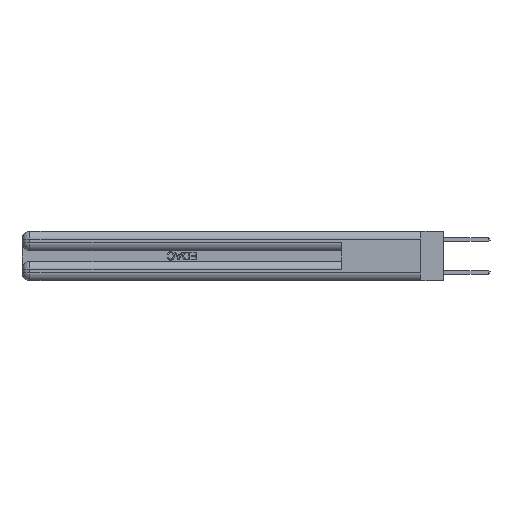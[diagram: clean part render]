
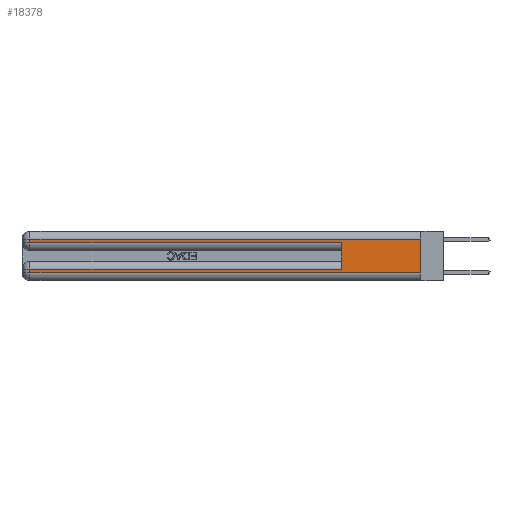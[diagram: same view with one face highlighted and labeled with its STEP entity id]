
A CAD part, left-side view. The second image highlights one B-rep face of the part: STEP entity #18378.
In plain terms, the highlighted planar face has unit normal (-1, 0, 0).
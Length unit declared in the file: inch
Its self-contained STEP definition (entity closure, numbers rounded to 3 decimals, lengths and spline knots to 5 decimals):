
#28 = ORIENTED_EDGE ( 'NONE', *, *, #299, .T. ) ;
#299 = EDGE_CURVE ( 'NONE', #22501, #20711, #14213, .T. ) ;
#1933 = VECTOR ( 'NONE', #9173, 39.37008 ) ;
#2035 = EDGE_CURVE ( 'NONE', #32404, #22501, #32215, .T. ) ;
#2977 = VERTEX_POINT ( 'NONE', #12389 ) ;
#3762 = EDGE_CURVE ( 'NONE', #32404, #15264, #31740, .T. ) ;
#5206 = CARTESIAN_POINT ( 'NONE',  ( 0., 0., 0.31 ) ) ;
#5622 = LINE ( 'NONE', #19854, #18298 ) ;
#6165 = VECTOR ( 'NONE', #7673, 39.37008 ) ;
#7072 = PLANE ( 'NONE',  #9903 ) ;
#7248 = ORIENTED_EDGE ( 'NONE', *, *, #3762, .F. ) ;
#7483 = VECTOR ( 'NONE', #20360, 39.37008 ) ;
#7624 = VERTEX_POINT ( 'NONE', #10841 ) ;
#7673 = DIRECTION ( 'NONE',  ( 0., 1., 0. ) ) ;
#7946 = LINE ( 'NONE', #21744, #1933 ) ;
#8178 = VECTOR ( 'NONE', #30981, 39.37008 ) ;
#8463 = ORIENTED_EDGE ( 'NONE', *, *, #29786, .F. ) ;
#8590 = CARTESIAN_POINT ( 'NONE',  ( 0., 0., 0.31 ) ) ;
#9173 = DIRECTION ( 'NONE',  ( 0., 0., -1. ) ) ;
#9484 = VERTEX_POINT ( 'NONE', #14673 ) ;
#9627 = ORIENTED_EDGE ( 'NONE', *, *, #2035, .T. ) ;
#9661 = VERTEX_POINT ( 'NONE', #30396 ) ;
#9903 = AXIS2_PLACEMENT_3D ( 'NONE', #29781, #14704, #32313 ) ;
#10841 = CARTESIAN_POINT ( 'NONE',  ( 0., 2.94, 0.06 ) ) ;
#12389 = CARTESIAN_POINT ( 'NONE',  ( 0., 2.94, 0.085 ) ) ;
#12774 = CARTESIAN_POINT ( 'NONE',  ( 0., 2.94, 0.37 ) ) ;
#12857 = CARTESIAN_POINT ( 'NONE',  ( 0., 0., 0.285 ) ) ;
#13111 = DIRECTION ( 'NONE',  ( 0., 0., -1. ) ) ;
#14213 = LINE ( 'NONE', #12774, #7483 ) ;
#14402 = VECTOR ( 'NONE', #15367, 39.37008 ) ;
#14673 = CARTESIAN_POINT ( 'NONE',  ( 0., 0.6, 0.285 ) ) ;
#14704 = DIRECTION ( 'NONE',  ( 1., 0., 0. ) ) ;
#14897 = LINE ( 'NONE', #23396, #8178 ) ;
#15264 = VERTEX_POINT ( 'NONE', #29868 ) ;
#15313 = DIRECTION ( 'NONE',  ( 0., 1., 0. ) ) ;
#15367 = DIRECTION ( 'NONE',  ( 0., -1., 0. ) ) ;
#17776 = EDGE_LOOP ( 'NONE', ( #7248, #9627, #28, #27764, #8463, #28557, #23454, #25832 ) ) ;
#18077 = CARTESIAN_POINT ( 'NONE',  ( 0., 0., 0.37 ) ) ;
#18298 = VECTOR ( 'NONE', #22362, 39.37008 ) ;
#18378 = ADVANCED_FACE ( 'NONE', ( #21370 ), #7072, .F. ) ;
#19854 = CARTESIAN_POINT ( 'NONE',  ( 0., 0., 0.06 ) ) ;
#20083 = VECTOR ( 'NONE', #15313, 39.37008 ) ;
#20360 = DIRECTION ( 'NONE',  ( 0., 0., -1. ) ) ;
#20711 = VERTEX_POINT ( 'NONE', #29087 ) ;
#21370 = FACE_OUTER_BOUND ( 'NONE', #17776, .T. ) ;
#21744 = CARTESIAN_POINT ( 'NONE',  ( 0., 2.94, 0.37 ) ) ;
#22362 = DIRECTION ( 'NONE',  ( 0., -1., 0. ) ) ;
#22441 = LINE ( 'NONE', #30291, #20083 ) ;
#22501 = VERTEX_POINT ( 'NONE', #25162 ) ;
#23031 = EDGE_CURVE ( 'NONE', #7624, #15264, #5622, .T. ) ;
#23396 = CARTESIAN_POINT ( 'NONE',  ( 0., 0.6, 0.145 ) ) ;
#23454 = ORIENTED_EDGE ( 'NONE', *, *, #26422, .T. ) ;
#25068 = VECTOR ( 'NONE', #13111, 39.37008 ) ;
#25162 = CARTESIAN_POINT ( 'NONE',  ( 0., 2.94, 0.31 ) ) ;
#25832 = ORIENTED_EDGE ( 'NONE', *, *, #23031, .T. ) ;
#26422 = EDGE_CURVE ( 'NONE', #2977, #7624, #7946, .T. ) ;
#27764 = ORIENTED_EDGE ( 'NONE', *, *, #31480, .T. ) ;
#27768 = LINE ( 'NONE', #12857, #14402 ) ;
#28093 = EDGE_CURVE ( 'NONE', #9661, #2977, #22441, .T. ) ;
#28557 = ORIENTED_EDGE ( 'NONE', *, *, #28093, .T. ) ;
#29087 = CARTESIAN_POINT ( 'NONE',  ( 0., 2.94, 0.285 ) ) ;
#29781 = CARTESIAN_POINT ( 'NONE',  ( 0., 0., 0.37 ) ) ;
#29786 = EDGE_CURVE ( 'NONE', #9661, #9484, #14897, .T. ) ;
#29868 = CARTESIAN_POINT ( 'NONE',  ( 0., 0., 0.06 ) ) ;
#30291 = CARTESIAN_POINT ( 'NONE',  ( 0., 0., 0.085 ) ) ;
#30396 = CARTESIAN_POINT ( 'NONE',  ( 0., 0.6, 0.085 ) ) ;
#30981 = DIRECTION ( 'NONE',  ( 0., 0., 1. ) ) ;
#31480 = EDGE_CURVE ( 'NONE', #20711, #9484, #27768, .T. ) ;
#31740 = LINE ( 'NONE', #18077, #25068 ) ;
#32215 = LINE ( 'NONE', #5206, #6165 ) ;
#32313 = DIRECTION ( 'NONE',  ( 0., 0., -1. ) ) ;
#32404 = VERTEX_POINT ( 'NONE', #8590 ) ;
